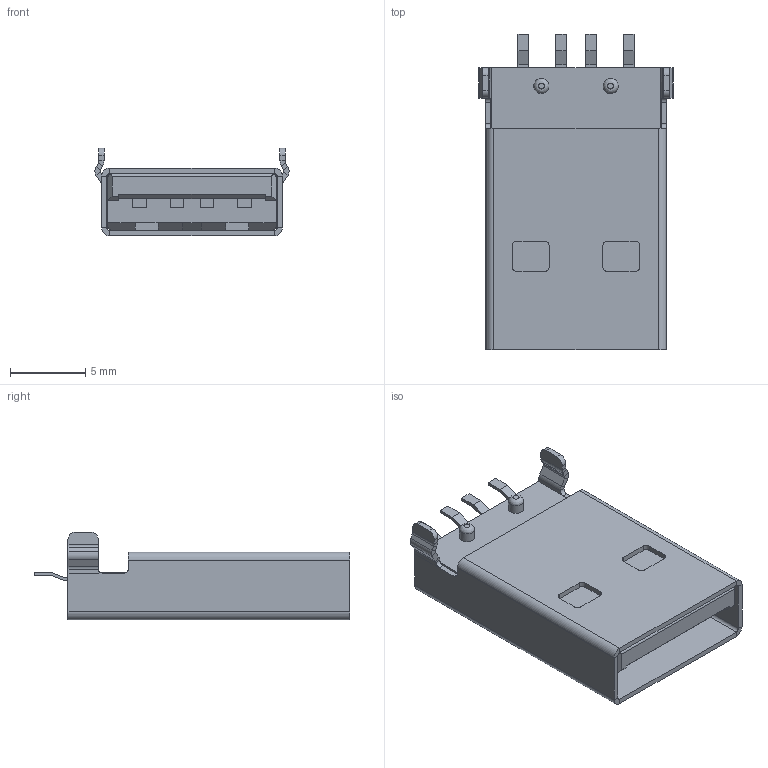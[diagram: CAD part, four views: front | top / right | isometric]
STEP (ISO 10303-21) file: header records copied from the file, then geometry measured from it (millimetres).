
FILE_DESCRIPTION(/* description */ (''),/* implementation_level */ '2;1');
FILE_NAME(/* name */ '1001-011-01101.step',/* time_stamp */ '2021-08-28T10:42:05-06:00',/* author */ (''),/* organization */ (''),/* preprocessor_version */ 'ST-DEVELOPER v18.1',/* originating_system */ 'Autodesk Translation Framework v10.10.0.1391',/* authorisation */ '');
FILE_SCHEMA (('AUTOMOTIVE_DESIGN { 1 0 10303 214 3 1 1 }'));
Length unit declared in the file: millimetre
Products named in the file (2): (Unsaved); 1001-011-01101
Assembly tree (1 placements, depth 2):
  (Unsaved)
    1001-011-01101
Bounding box: 12.89 x 20.95 x 5.82 mm (x, y, z)
Volume: 670.6 mm3; surface area: 1854.4 mm2
Topology: 6 solids, 6 shells, 269 faces, 694 edges, 438 vertices
Faces by surface type: plane 214, cylinder 53, bspline 2
Full cylindrical faces by diameter (mm): 1 x2
Entity records: 8178 total; most frequent: CARTESIAN_POINT 1474, ORIENTED_EDGE 1388, DIRECTION 1354, EDGE_CURVE 694, LINE 570, VECTOR 570, VERTEX_POINT 438, AXIS2_PLACEMENT_3D 392
